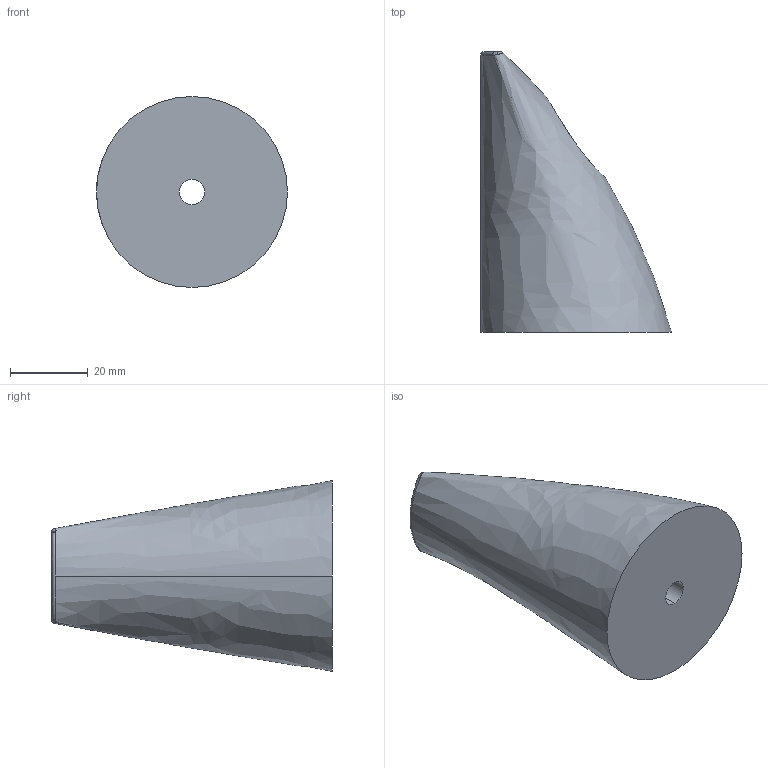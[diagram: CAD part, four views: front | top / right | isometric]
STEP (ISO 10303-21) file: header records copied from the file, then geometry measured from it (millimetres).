
FILE_DESCRIPTION (( 'STEP AP203' ), '1' );
FILE_NAME ('05NSTP.STEP', '2023-05-02T11:48:39', ( '' ), ( '' ), 'SwSTEP 2.0', 'SolidWorks 2023', '' );
FILE_SCHEMA (( 'CONFIG_CONTROL_DESIGN' ));
Length unit declared in the file: millimetre
Products named in the file (1): 05NSTP
Bounding box: 49 x 72 x 49 mm (x, y, z)
Volume: 62931.8 mm3; surface area: 11789 mm2
Topology: 1 solids, 1 shells, 17 faces, 53 edges, 38 vertices
Faces by surface type: bspline 10, cylinder 4, plane 3
Entity records: 1928 total; most frequent: CARTESIAN_POINT 1453, ORIENTED_EDGE 106, EDGE_CURVE 53, DIRECTION 52, VERTEX_POINT 38, B_SPLINE_CURVE_WITH_KNOTS 33, AXIS2_PLACEMENT_3D 24, EDGE_LOOP 19
